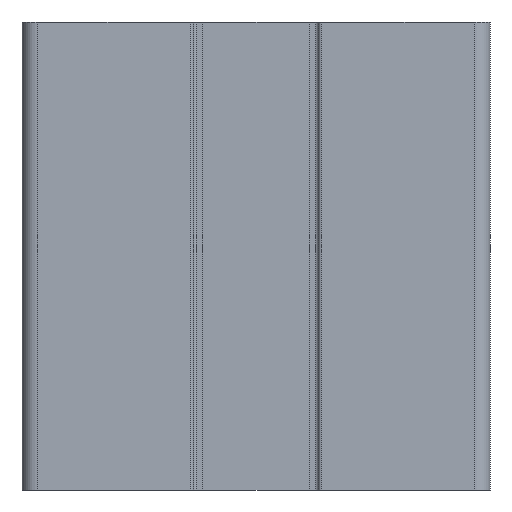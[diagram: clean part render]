
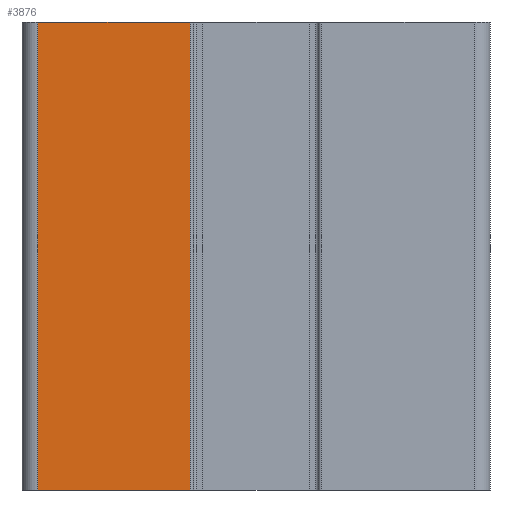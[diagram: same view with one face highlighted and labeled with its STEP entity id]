
A CAD part, left-side view. The second image highlights one B-rep face of the part: STEP entity #3876.
In plain terms, the highlighted planar face has unit normal (-1, 0, 0).
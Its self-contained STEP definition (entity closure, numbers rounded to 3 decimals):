
#201=FACE_OUTER_BOUND('',#407,.T.);
#407=EDGE_LOOP('',(#2990,#2991,#2992,#2993));
#774=LINE('',#5716,#1157);
#952=LINE('',#6334,#1335);
#953=LINE('',#6338,#1336);
#954=LINE('',#6339,#1337);
#1157=VECTOR('',#4485,10.);
#1335=VECTOR('',#5061,1000.);
#1336=VECTOR('',#5066,1000.);
#1337=VECTOR('',#5067,1000.);
#1554=VERTEX_POINT('',#5713);
#1555=VERTEX_POINT('',#5715);
#1796=VERTEX_POINT('',#6333);
#1797=VERTEX_POINT('',#6337);
#1952=EDGE_CURVE('',#1555,#1554,#774,.T.);
#2261=EDGE_CURVE('',#1555,#1796,#952,.T.);
#2263=EDGE_CURVE('',#1554,#1797,#953,.T.);
#2264=EDGE_CURVE('',#1797,#1796,#954,.T.);
#2990=ORIENTED_EDGE('',*,*,#1952,.T.);
#2991=ORIENTED_EDGE('',*,*,#2263,.T.);
#2992=ORIENTED_EDGE('',*,*,#2264,.T.);
#2993=ORIENTED_EDGE('',*,*,#2261,.F.);
#3743=PLANE('',#4237);
#3876=ADVANCED_FACE('',(#201),#3743,.F.);
#4237=AXIS2_PLACEMENT_3D('',#6336,#5064,#5065);
#4485=DIRECTION('',(0.,1.,0.));
#5061=DIRECTION('',(0.,0.,-1.));
#5064=DIRECTION('center_axis',(1.,0.,0.));
#5065=DIRECTION('ref_axis',(0.,1.,0.));
#5066=DIRECTION('',(0.,0.,-1.));
#5067=DIRECTION('',(0.,-1.,0.));
#5713=CARTESIAN_POINT('',(-22.5,21.,45.));
#5715=CARTESIAN_POINT('',(-22.5,6.3,45.));
#5716=CARTESIAN_POINT('',(-22.5,0.,45.));
#6333=CARTESIAN_POINT('',(-22.5,6.3,0.));
#6334=CARTESIAN_POINT('',(-22.5,6.3,1000.));
#6336=CARTESIAN_POINT('Origin',(-22.5,0.,
1000.));
#6337=CARTESIAN_POINT('',(-22.5,21.,0.));
#6338=CARTESIAN_POINT('',(-22.5,21.,1000.));
#6339=CARTESIAN_POINT('',(-22.5,0.,0.));
